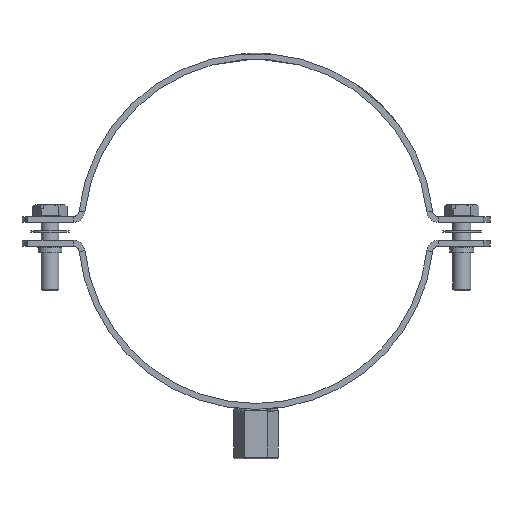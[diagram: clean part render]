
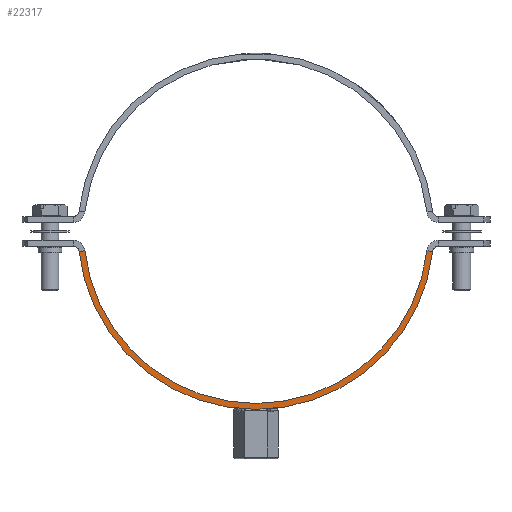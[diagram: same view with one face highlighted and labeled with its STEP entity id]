
A CAD part, front view. The second image highlights one B-rep face of the part: STEP entity #22317.
In plain terms, the highlighted planar face has unit normal (0, -1, 0).
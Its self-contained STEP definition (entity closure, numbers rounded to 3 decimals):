
#111 = AXIS2_PLACEMENT_3D ( 'NONE', #21229, #12325, #19694 ) ;
#2172 = EDGE_LOOP ( 'NONE', ( #8729, #11370, #19471, #15237, #16928, #21929 ) ) ;
#2843 = VERTEX_POINT ( 'NONE', #3659 ) ;
#3659 = CARTESIAN_POINT ( 'NONE',  ( -57.629, -10., -6.548 ) ) ;
#4048 = CARTESIAN_POINT ( 'NONE',  ( 59.616, -10., -6.774 ) ) ;
#4736 = CARTESIAN_POINT ( 'NONE',  ( 0., -10., 0. ) ) ;
#4940 = FACE_OUTER_BOUND ( 'NONE', #2172, .T. ) ;
#5146 = CARTESIAN_POINT ( 'NONE',  ( 59.616, -10., -6.774 ) ) ;
#5278 = CIRCLE ( 'NONE', #17817, 58. ) ;
#5457 = VERTEX_POINT ( 'NONE', #4048 ) ;
#5634 = CIRCLE ( 'NONE', #8675, 58. ) ;
#5855 = LINE ( 'NONE', #18587, #8228 ) ;
#5984 = CIRCLE ( 'NONE', #18145, 60. ) ;
#7184 = DIRECTION ( 'NONE',  ( -0.994, 0., 0.113 ) ) ;
#7643 = EDGE_CURVE ( 'NONE', #10070, #20927, #5634, .T. ) ;
#7939 = DIRECTION ( 'NONE',  ( 1., 0., 0. ) ) ;
#8228 = VECTOR ( 'NONE', #9550, 1000. ) ;
#8675 = AXIS2_PLACEMENT_3D ( 'NONE', #14628, #23277, #10809 ) ;
#8729 = ORIENTED_EDGE ( 'NONE', *, *, #10242, .F. ) ;
#9438 = EDGE_CURVE ( 'NONE', #2843, #10070, #5278, .T. ) ;
#9550 = DIRECTION ( 'NONE',  ( 0.994, 0., 0.113 ) ) ;
#9735 = CARTESIAN_POINT ( 'NONE',  ( 0., -10., 0. ) ) ;
#9994 = CIRCLE ( 'NONE', #18349, 60. ) ;
#10070 = VERTEX_POINT ( 'NONE', #21684 ) ;
#10242 = EDGE_CURVE ( 'NONE', #12019, #2843, #5855, .T. ) ;
#10809 = DIRECTION ( 'NONE',  ( 0., 0., 1. ) ) ;
#10823 = CARTESIAN_POINT ( 'NONE',  ( 57.629, -10., -6.548 ) ) ;
#11370 = ORIENTED_EDGE ( 'NONE', *, *, #11564, .T. ) ;
#11564 = EDGE_CURVE ( 'NONE', #12019, #22772, #5984, .T. ) ;
#12019 = VERTEX_POINT ( 'NONE', #20788 ) ;
#12325 = DIRECTION ( 'NONE',  ( 0., -1., 0. ) ) ;
#12564 = PLANE ( 'NONE',  #111 ) ;
#14628 = CARTESIAN_POINT ( 'NONE',  ( 0., -10., 0. ) ) ;
#15237 = ORIENTED_EDGE ( 'NONE', *, *, #23438, .T. ) ;
#15349 = DIRECTION ( 'NONE',  ( 1., 0., 0. ) ) ;
#15764 = CARTESIAN_POINT ( 'NONE',  ( 0., -10., -60. ) ) ;
#16928 = ORIENTED_EDGE ( 'NONE', *, *, #7643, .F. ) ;
#16985 = DIRECTION ( 'NONE',  ( 0., -1., 0. ) ) ;
#16999 = DIRECTION ( 'NONE',  ( 0., -1., 0. ) ) ;
#17351 = CARTESIAN_POINT ( 'NONE',  ( 0., -10., 0. ) ) ;
#17817 = AXIS2_PLACEMENT_3D ( 'NONE', #17351, #16999, #20664 ) ;
#18091 = EDGE_CURVE ( 'NONE', #22772, #5457, #9994, .T. ) ;
#18145 = AXIS2_PLACEMENT_3D ( 'NONE', #9735, #16985, #7939 ) ;
#18349 = AXIS2_PLACEMENT_3D ( 'NONE', #4736, #19254, #15349 ) ;
#18587 = CARTESIAN_POINT ( 'NONE',  ( -59.616, -10., -6.774 ) ) ;
#19254 = DIRECTION ( 'NONE',  ( 0., -1., 0. ) ) ;
#19471 = ORIENTED_EDGE ( 'NONE', *, *, #18091, .T. ) ;
#19694 = DIRECTION ( 'NONE',  ( 0., 0., -1. ) ) ;
#20664 = DIRECTION ( 'NONE',  ( 0., 0., 1. ) ) ;
#20788 = CARTESIAN_POINT ( 'NONE',  ( -59.616, -10., -6.774 ) ) ;
#20927 = VERTEX_POINT ( 'NONE', #10823 ) ;
#21229 = CARTESIAN_POINT ( 'NONE',  ( -59.616, -10., -6.774 ) ) ;
#21432 = LINE ( 'NONE', #5146, #23242 ) ;
#21684 = CARTESIAN_POINT ( 'NONE',  ( 0., -10., -58. ) ) ;
#21929 = ORIENTED_EDGE ( 'NONE', *, *, #9438, .F. ) ;
#22317 = ADVANCED_FACE ( 'NONE', ( #4940 ), #12564, .T. ) ;
#22772 = VERTEX_POINT ( 'NONE', #15764 ) ;
#23242 = VECTOR ( 'NONE', #7184, 1000. ) ;
#23277 = DIRECTION ( 'NONE',  ( 0., -1., 0. ) ) ;
#23438 = EDGE_CURVE ( 'NONE', #5457, #20927, #21432, .T. ) ;
